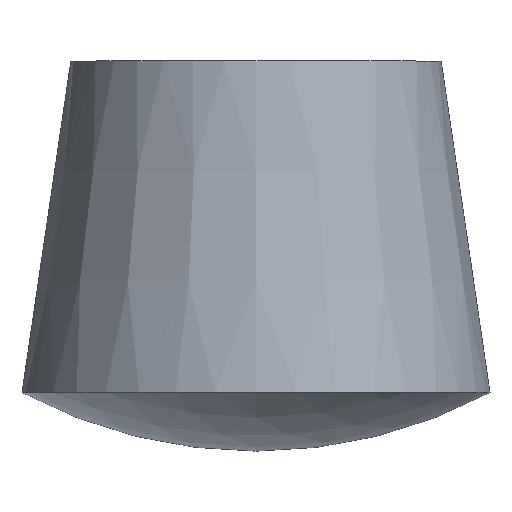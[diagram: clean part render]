
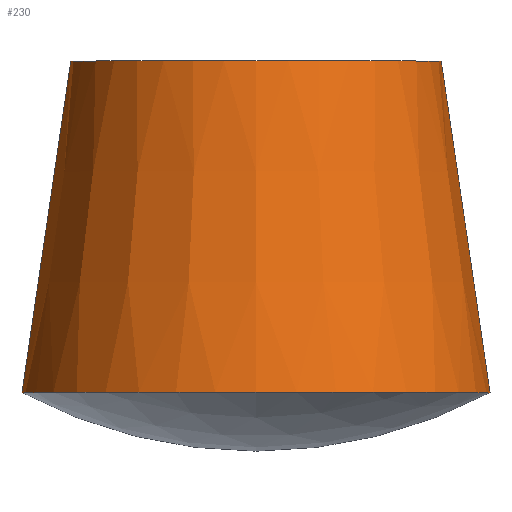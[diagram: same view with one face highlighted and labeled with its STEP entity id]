
A CAD part, top view. The second image highlights one B-rep face of the part: STEP entity #230.
In plain terms, the highlighted conical face has half-angle 8.366 degrees and reference radius 6 mm.
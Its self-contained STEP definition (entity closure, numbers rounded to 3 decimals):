
#14 = VERTEX_POINT ( 'NONE', #219 ) ;
#20 = DIRECTION ( 'NONE',  ( 1., 0., 0. ) ) ;
#26 = EDGE_CURVE ( 'NONE', #55, #56, #312, .T. ) ;
#41 = CARTESIAN_POINT ( 'NONE',  ( 0., -8.5, 0. ) ) ;
#50 = CIRCLE ( 'NONE', #66, 4.75 ) ;
#54 = AXIS2_PLACEMENT_3D ( 'NONE', #41, #126, #20 ) ;
#55 = VERTEX_POINT ( 'NONE', #173 ) ;
#56 = VERTEX_POINT ( 'NONE', #143 ) ;
#66 = AXIS2_PLACEMENT_3D ( 'NONE', #121, #259, #181 ) ;
#68 = DIRECTION ( 'NONE',  ( 0.145, -0.989, 0. ) ) ;
#82 = VECTOR ( 'NONE', #68, 1000. ) ;
#91 = CARTESIAN_POINT ( 'NONE',  ( 4.75, 0., 0. ) ) ;
#106 = ORIENTED_EDGE ( 'NONE', *, *, #228, .F. ) ;
#119 = CARTESIAN_POINT ( 'NONE',  ( 6., -8.5, 0. ) ) ;
#121 = CARTESIAN_POINT ( 'NONE',  ( 0., 0., 0. ) ) ;
#124 = CARTESIAN_POINT ( 'NONE',  ( -6., -8.5, 0. ) ) ;
#126 = DIRECTION ( 'NONE',  ( 0., -1., 0. ) ) ;
#129 = VECTOR ( 'NONE', #188, 1000. ) ;
#133 = EDGE_CURVE ( 'NONE', #213, #55, #50, .T. ) ;
#134 = ORIENTED_EDGE ( 'NONE', *, *, #276, .F. ) ;
#137 = ORIENTED_EDGE ( 'NONE', *, *, #26, .T. ) ;
#143 = CARTESIAN_POINT ( 'NONE',  ( -6., -8.5, 0. ) ) ;
#157 = LINE ( 'NONE', #119, #82 ) ;
#158 = AXIS2_PLACEMENT_3D ( 'NONE', #257, #187, #306 ) ;
#173 = CARTESIAN_POINT ( 'NONE',  ( -4.75, 0., 0. ) ) ;
#181 = DIRECTION ( 'NONE',  ( 1., 0., 0. ) ) ;
#187 = DIRECTION ( 'NONE',  ( 0., -1., 0. ) ) ;
#188 = DIRECTION ( 'NONE',  ( -0.145, -0.989, 0. ) ) ;
#213 = VERTEX_POINT ( 'NONE', #91 ) ;
#219 = CARTESIAN_POINT ( 'NONE',  ( 6., -8.5, 0. ) ) ;
#227 = ORIENTED_EDGE ( 'NONE', *, *, #133, .T. ) ;
#228 = EDGE_CURVE ( 'NONE', #213, #14, #157, .T. ) ;
#230 = ADVANCED_FACE ( 'NONE', ( #272 ), #263, .T. ) ;
#257 = CARTESIAN_POINT ( 'NONE',  ( 0., -8.5, 0. ) ) ;
#259 = DIRECTION ( 'NONE',  ( 0., -1., 0. ) ) ;
#263 = CONICAL_SURFACE ( 'NONE', #158, 6., 0.146 ) ;
#270 = EDGE_LOOP ( 'NONE', ( #227, #137, #134, #106 ) ) ;
#272 = FACE_OUTER_BOUND ( 'NONE', #270, .T. ) ;
#276 = EDGE_CURVE ( 'NONE', #14, #56, #314, .T. ) ;
#306 = DIRECTION ( 'NONE',  ( 1., 0., 0. ) ) ;
#312 = LINE ( 'NONE', #124, #129 ) ;
#314 = CIRCLE ( 'NONE', #54, 6. ) ;
